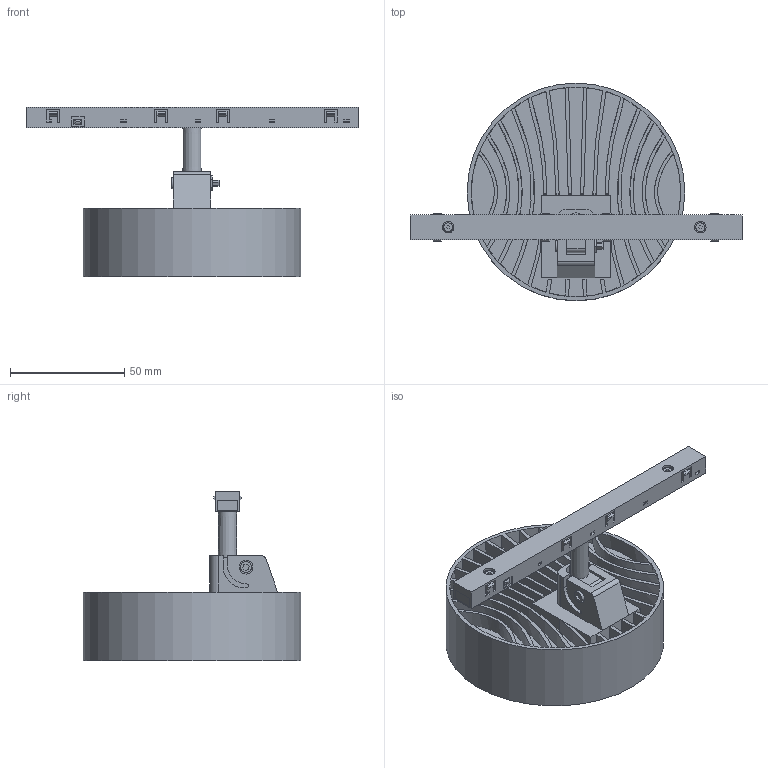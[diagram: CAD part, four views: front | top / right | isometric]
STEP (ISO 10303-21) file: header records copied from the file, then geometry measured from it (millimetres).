
FILE_DESCRIPTION(/* description */ ('','CAx-IF Rec.Pracs.---Representation and Presentation of Product Manufacturing Information (PMI)---4.0---2014-10-13'),/* implementation_level */ '2;1');
FILE_NAME(/* name */ 'N0012 v16.step',/* time_stamp */ '2025-01-02T12:32:42+01:00',/* author */ (''),/* organization */ (''),/* preprocessor_version */ 'ST-DEVELOPER v20',/* originating_system */ 'Autodesk Translation Framework v13.20.0.188',/* authorisation */ '');
FILE_SCHEMA (('AP242_MANAGED_MODEL_BASED_3D_ENGINEERING_MIM_LF { 1 0 10303 442 1 1 4 }'));
Length unit declared in the file: millimetre
Products named in the file (9): N0012; Adaptor; Zaczep 1; Zaczep 2; Komponent2; Komponent3; Komponent4; Komponent5; Komponent6
Assembly tree (8 placements, depth 3):
  N0012
    Adaptor
      Zaczep 1
      Zaczep 2
    Komponent2
    Komponent3
    Komponent4
    Komponent5
    Komponent6
Bounding box: 145.5 x 95.43 x 74.27 mm (x, y, z)
Volume: 261531.6 mm3; surface area: 112837.5 mm2
Topology: 25 solids, 25 shells, 706 faces, 1896 edges, 1270 vertices
Faces by surface type: plane 497, cylinder 149, bspline 40, cone 20
Full cylindrical faces by diameter (mm): 3.41 x16, 3.9 x2, 4.84 x1, 5 x2, 6 x1, 15.8 x16, 91.8 x4, 92.1 x1, 95.43 x1
Entity records: 24198 total; most frequent: CARTESIAN_POINT 5663, ORIENTED_EDGE 3882, DIRECTION 3633, EDGE_CURVE 1941, LINE 1457, VECTOR 1457, VERTEX_POINT 1318, AXIS2_PLACEMENT_3D 1088
